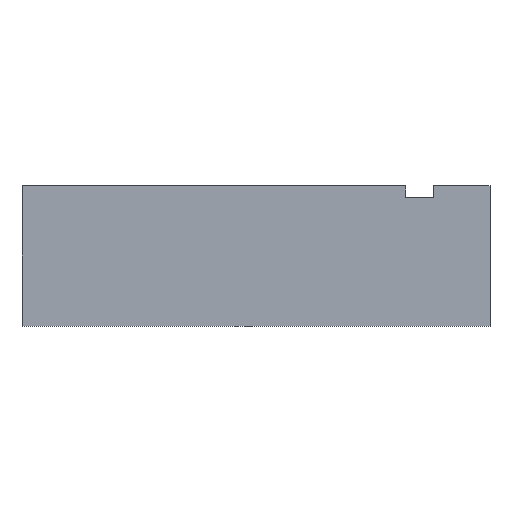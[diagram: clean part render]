
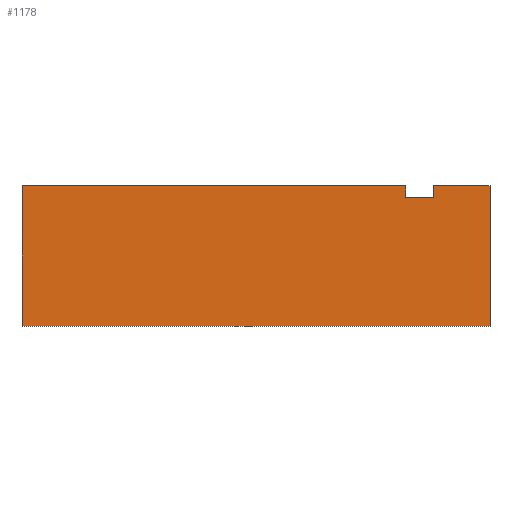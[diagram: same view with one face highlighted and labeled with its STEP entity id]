
A CAD part, left-side view. The second image highlights one B-rep face of the part: STEP entity #1178.
In plain terms, the highlighted planar face has unit normal (-1, 0, 0).
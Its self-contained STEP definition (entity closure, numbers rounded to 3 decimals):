
#96=ORIENTED_EDGE('',*,*,#338,.F.);
#97=ORIENTED_EDGE('',*,*,#341,.F.);
#98=ORIENTED_EDGE('',*,*,#344,.F.);
#99=ORIENTED_EDGE('',*,*,#345,.F.);
#100=ORIENTED_EDGE('',*,*,#346,.T.);
#101=ORIENTED_EDGE('',*,*,#347,.T.);
#102=ORIENTED_EDGE('',*,*,#348,.F.);
#103=ORIENTED_EDGE('',*,*,#325,.F.);
#325=EDGE_CURVE('',#450,#452,#539,.T.);
#338=EDGE_CURVE('',#462,#450,#550,.T.);
#341=EDGE_CURVE('',#464,#462,#553,.T.);
#344=EDGE_CURVE('',#466,#464,#556,.T.);
#345=EDGE_CURVE('',#467,#466,#557,.T.);
#346=EDGE_CURVE('',#467,#468,#558,.T.);
#347=EDGE_CURVE('',#468,#469,#559,.T.);
#348=EDGE_CURVE('',#452,#469,#560,.T.);
#450=VERTEX_POINT('',#1553);
#452=VERTEX_POINT('',#1556);
#462=VERTEX_POINT('',#1582);
#464=VERTEX_POINT('',#1588);
#466=VERTEX_POINT('',#1594);
#467=VERTEX_POINT('',#1596);
#468=VERTEX_POINT('',#1598);
#469=VERTEX_POINT('',#1600);
#539=LINE('',#1555,#643);
#550=LINE('',#1581,#654);
#553=LINE('',#1587,#657);
#556=LINE('',#1593,#660);
#557=LINE('',#1595,#661);
#558=LINE('',#1597,#662);
#559=LINE('',#1599,#663);
#560=LINE('',#1601,#664);
#643=VECTOR('',#1310,1000.);
#654=VECTOR('',#1331,1000.);
#657=VECTOR('',#1336,1000.);
#660=VECTOR('',#1341,1000.);
#661=VECTOR('',#1342,1000.);
#662=VECTOR('',#1343,1000.);
#663=VECTOR('',#1344,1000.);
#664=VECTOR('',#1345,1000.);
#742=EDGE_LOOP('',(#96,#97,#98,#99,#100,#101,#102,#103));
#800=FACE_BOUND('',#742,.T.);
#856=PLANE('',#1228);
#1178=ADVANCED_FACE('',(#800),#856,.T.);
#1228=AXIS2_PLACEMENT_3D('',#1592,#1339,#1340);
#1310=DIRECTION('',(0.,-1.,0.));
#1331=DIRECTION('',(0.,0.,1.));
#1336=DIRECTION('',(0.,-1.,0.));
#1339=DIRECTION('',(-1.,0.,0.));
#1340=DIRECTION('',(0.,0.,1.));
#1341=DIRECTION('',(0.,0.,-1.));
#1342=DIRECTION('',(0.,-1.,0.));
#1343=DIRECTION('',(0.,0.,-1.));
#1344=DIRECTION('',(0.,-1.,0.));
#1345=DIRECTION('',(0.,0.,-1.));
#1553=CARTESIAN_POINT('',(-30.,24.,30.));
#1555=CARTESIAN_POINT('',(-30.,200.,30.));
#1556=CARTESIAN_POINT('',(-30.,0.,30.));
#1581=CARTESIAN_POINT('',(-30.,24.,30.));
#1582=CARTESIAN_POINT('',(-30.,24.,25.));
#1587=CARTESIAN_POINT('',(-30.,200.,25.));
#1588=CARTESIAN_POINT('',(-30.,36.,25.));
#1592=CARTESIAN_POINT('',(-30.,200.,30.));
#1593=CARTESIAN_POINT('',(-30.,36.,30.));
#1594=CARTESIAN_POINT('',(-30.,36.,30.));
#1595=CARTESIAN_POINT('',(-30.,200.,30.));
#1596=CARTESIAN_POINT('',(-30.,200.,30.));
#1597=CARTESIAN_POINT('',(-30.,200.,30.));
#1598=CARTESIAN_POINT('',(-30.,200.,-30.));
#1599=CARTESIAN_POINT('',(-30.,200.,-30.));
#1600=CARTESIAN_POINT('',(-30.,0.,-30.));
#1601=CARTESIAN_POINT('',(-30.,0.,30.));
